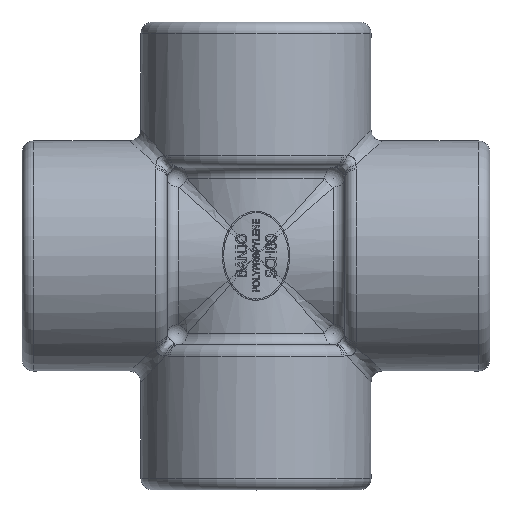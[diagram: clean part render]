
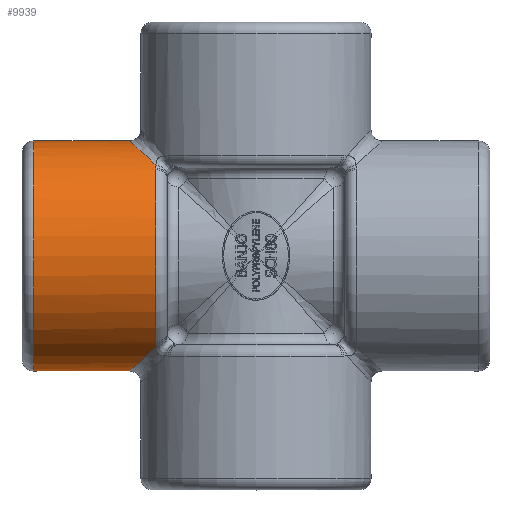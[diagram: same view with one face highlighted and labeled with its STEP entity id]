
A CAD part, top view. The second image highlights one B-rep face of the part: STEP entity #9939.
In plain terms, the highlighted cylindrical face has radius 22.987 mm (diameter 45.974 mm), a full revolution.
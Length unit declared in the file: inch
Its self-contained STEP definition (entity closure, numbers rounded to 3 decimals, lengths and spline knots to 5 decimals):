
#90=FACE_BOUND($,#2733,.T.);
#258=CIRCLE($,#10525,0.905);
#329=CIRCLE($,#10619,0.905);
#347=CIRCLE($,#10649,0.905);
#1626=CYLINDRICAL_SURFACE($,#10647,0.905);
#2133=FACE_OUTER_BOUND($,#2732,.T.);
#2732=EDGE_LOOP($,(#8770,#8771,#8772,#8773,#8774,#8775,#8776,#8777,#8778,
#8779,#8780,#8781));
#2733=EDGE_LOOP($,(#8782));
#2986=ELLIPSE($,#10625,1.34501,0.905);
#2987=ELLIPSE($,#10648,1.34501,0.905);
#3490=B_SPLINE_CURVE_WITH_KNOTS($,3,(#20770,#20771,#20772,#20773),
 .UNSPECIFIED.,.F.,.F.,(4,4),(-0.13719,-0.08614),
 .UNSPECIFIED.);
#3491=B_SPLINE_CURVE_WITH_KNOTS($,3,(#20803,#20804,#20805,#20806),
 .UNSPECIFIED.,.F.,.F.,(4,4),(0.08614,0.13719),
 .UNSPECIFIED.);
#3494=B_SPLINE_CURVE_WITH_KNOTS($,3,(#20838,#20839,#20840,#20841),
 .UNSPECIFIED.,.F.,.F.,(4,4),(0.,0.08159),.UNSPECIFIED.);
#3495=B_SPLINE_CURVE_WITH_KNOTS($,3,(#20865,#20866,#20867,#20868),
 .UNSPECIFIED.,.F.,.F.,(4,4),(-2.96085,-2.87926),
 .UNSPECIFIED.);
#3556=B_SPLINE_CURVE_WITH_KNOTS($,3,(#22293,#22294,#22295,#22296),
 .UNSPECIFIED.,.F.,.F.,(4,4),(-0.13719,-0.08614),
 .UNSPECIFIED.);
#3557=B_SPLINE_CURVE_WITH_KNOTS($,3,(#22326,#22327,#22328,#22329),
 .UNSPECIFIED.,.F.,.F.,(4,4),(0.08614,0.13719),
 .UNSPECIFIED.);
#3560=B_SPLINE_CURVE_WITH_KNOTS($,3,(#22361,#22362,#22363,#22364),
 .UNSPECIFIED.,.F.,.F.,(4,4),(0.,0.08159),
 .UNSPECIFIED.);
#3563=B_SPLINE_CURVE_WITH_KNOTS($,3,(#22468,#22469,#22470,#22471),
 .UNSPECIFIED.,.F.,.F.,(4,4),(-0.08159,0.),
 .UNSPECIFIED.);
#4418=VERTEX_POINT($,#20760);
#4421=VERTEX_POINT($,#20768);
#4423=VERTEX_POINT($,#20776);
#4425=VERTEX_POINT($,#20801);
#4426=VERTEX_POINT($,#20831);
#4429=VERTEX_POINT($,#20863);
#4512=VERTEX_POINT($,#22283);
#4515=VERTEX_POINT($,#22291);
#4517=VERTEX_POINT($,#22299);
#4519=VERTEX_POINT($,#22324);
#4520=VERTEX_POINT($,#22354);
#4523=VERTEX_POINT($,#22466);
#4532=VERTEX_POINT($,#22665);
#5817=EDGE_CURVE($,#4421,#4418,#3490,.T.);
#5819=EDGE_CURVE($,#4423,#4421,#258,.T.);
#5822=EDGE_CURVE($,#4425,#4423,#3491,.T.);
#5826=EDGE_CURVE($,#4418,#4426,#3494,.T.);
#5828=EDGE_CURVE($,#4429,#4425,#3495,.T.);
#5964=EDGE_CURVE($,#4515,#4512,#3556,.T.);
#5966=EDGE_CURVE($,#4517,#4515,#329,.T.);
#5969=EDGE_CURVE($,#4519,#4517,#3557,.T.);
#5973=EDGE_CURVE($,#4512,#4520,#3560,.T.);
#5977=EDGE_CURVE($,#4523,#4519,#3563,.T.);
#5984=EDGE_CURVE($,#4520,#4429,#2986,.T.);
#6002=EDGE_CURVE($,#4426,#4523,#2987,.T.);
#6003=EDGE_CURVE($,#4532,#4532,#347,.T.);
#8770=ORIENTED_EDGE($,*,*,#5828,.F.);
#8771=ORIENTED_EDGE($,*,*,#5984,.F.);
#8772=ORIENTED_EDGE($,*,*,#5973,.F.);
#8773=ORIENTED_EDGE($,*,*,#5964,.F.);
#8774=ORIENTED_EDGE($,*,*,#5966,.F.);
#8775=ORIENTED_EDGE($,*,*,#5969,.F.);
#8776=ORIENTED_EDGE($,*,*,#5977,.F.);
#8777=ORIENTED_EDGE($,*,*,#6002,.F.);
#8778=ORIENTED_EDGE($,*,*,#5826,.F.);
#8779=ORIENTED_EDGE($,*,*,#5817,.F.);
#8780=ORIENTED_EDGE($,*,*,#5819,.F.);
#8781=ORIENTED_EDGE($,*,*,#5822,.F.);
#8782=ORIENTED_EDGE($,*,*,#6003,.F.);
#9939=ADVANCED_FACE($,(#2133,#90),#1626,.T.);
#10525=AXIS2_PLACEMENT_3D($,#20778,#12235,#12236);
#10619=AXIS2_PLACEMENT_3D($,#22301,#12428,#12429);
#10625=AXIS2_PLACEMENT_3D($,#22630,#12440,#12441);
#10647=AXIS2_PLACEMENT_3D($,#22663,#12489,#12490);
#10648=AXIS2_PLACEMENT_3D($,#22664,#12491,#12492);
#10649=AXIS2_PLACEMENT_3D($,#22666,#12493,#12494);
#12235=DIRECTION('center_axis',(1.,0.,0.));
#12236=DIRECTION('ref_axis',(0.,0.,-1.));
#12428=DIRECTION('center_axis',(1.,0.,0.));
#12429=DIRECTION('ref_axis',(0.,0.,1.));
#12440=DIRECTION('center_axis',(0.673,-0.74,0.));
#12441=DIRECTION('ref_axis',(-0.74,-0.673,0.));
#12489=DIRECTION('center_axis',(1.,0.,0.));
#12490=DIRECTION('ref_axis',(0.,1.,0.));
#12491=DIRECTION('center_axis',(0.673,0.74,0.));
#12492=DIRECTION('ref_axis',(-0.74,0.673,0.));
#12493=DIRECTION('center_axis',(-1.,0.,0.));
#12494=DIRECTION('ref_axis',(0.,-1.,0.));
#20760=CARTESIAN_POINT('',(-0.78952,0.69195,-0.58329));
#20768=CARTESIAN_POINT('',(-0.79,0.67736,-0.60017));
#20770=CARTESIAN_POINT('Ctrl Pts',(-0.79,0.67736,-0.60017));
#20771=CARTESIAN_POINT('Ctrl Pts',(-0.79,0.6823,-0.5946));
#20772=CARTESIAN_POINT('Ctrl Pts',(-0.78984,0.68716,
-0.58897));
#20773=CARTESIAN_POINT('Ctrl Pts',(-0.78952,0.69195,
-0.58329));
#20776=CARTESIAN_POINT('',(-0.79,-0.67736,-0.60017));
#20778=CARTESIAN_POINT('Origin',(-0.79,0.,0.));
#20801=CARTESIAN_POINT('',(-0.78952,-0.69195,-0.58329));
#20803=CARTESIAN_POINT('Ctrl Pts',(-0.78952,-0.69195,
-0.58329));
#20804=CARTESIAN_POINT('Ctrl Pts',(-0.78984,-0.68716,
-0.58897));
#20805=CARTESIAN_POINT('Ctrl Pts',(-0.79,-0.6823,-0.5946));
#20806=CARTESIAN_POINT('Ctrl Pts',(-0.79,-0.67736,-0.60017));
#20831=CARTESIAN_POINT('',(-0.78519,0.71417,-0.55587));
#20838=CARTESIAN_POINT('Ctrl Pts',(-0.78952,0.69195,
-0.58329));
#20839=CARTESIAN_POINT('Ctrl Pts',(-0.78902,0.6996,
-0.57421));
#20840=CARTESIAN_POINT('Ctrl Pts',(-0.78756,0.70705,
-0.56502));
#20841=CARTESIAN_POINT('Ctrl Pts',(-0.78519,0.71417,
-0.55587));
#20863=CARTESIAN_POINT('',(-0.78519,-0.71417,-0.55587));
#20865=CARTESIAN_POINT('Ctrl Pts',(-0.78519,-0.71417,
-0.55587));
#20866=CARTESIAN_POINT('Ctrl Pts',(-0.78756,-0.70705,
-0.56502));
#20867=CARTESIAN_POINT('Ctrl Pts',(-0.78902,-0.6996,
-0.57421));
#20868=CARTESIAN_POINT('Ctrl Pts',(-0.78952,-0.69195,
-0.58329));
#22283=CARTESIAN_POINT('',(-0.78952,-0.69195,0.58329));
#22291=CARTESIAN_POINT('',(-0.79,-0.67736,0.60017));
#22293=CARTESIAN_POINT('Ctrl Pts',(-0.79,-0.67736,0.60017));
#22294=CARTESIAN_POINT('Ctrl Pts',(-0.79,-0.6823,0.5946));
#22295=CARTESIAN_POINT('Ctrl Pts',(-0.78984,-0.68716,
0.58897));
#22296=CARTESIAN_POINT('Ctrl Pts',(-0.78952,-0.69195,
0.58329));
#22299=CARTESIAN_POINT('',(-0.79,0.67736,0.60017));
#22301=CARTESIAN_POINT('Origin',(-0.79,0.,0.));
#22324=CARTESIAN_POINT('',(-0.78952,0.69195,0.58329));
#22326=CARTESIAN_POINT('Ctrl Pts',(-0.78952,0.69195,
0.58329));
#22327=CARTESIAN_POINT('Ctrl Pts',(-0.78984,0.68716,
0.58897));
#22328=CARTESIAN_POINT('Ctrl Pts',(-0.79,0.6823,0.5946));
#22329=CARTESIAN_POINT('Ctrl Pts',(-0.79,0.67736,0.60017));
#22354=CARTESIAN_POINT('',(-0.78519,-0.71417,0.55587));
#22361=CARTESIAN_POINT('Ctrl Pts',(-0.78952,-0.69195,
0.58329));
#22362=CARTESIAN_POINT('Ctrl Pts',(-0.78902,-0.6996,
0.57421));
#22363=CARTESIAN_POINT('Ctrl Pts',(-0.78756,-0.70705,
0.56502));
#22364=CARTESIAN_POINT('Ctrl Pts',(-0.78519,-0.71417,
0.55587));
#22466=CARTESIAN_POINT('',(-0.78519,0.71417,0.55587));
#22468=CARTESIAN_POINT('Ctrl Pts',(-0.78519,0.71417,
0.55587));
#22469=CARTESIAN_POINT('Ctrl Pts',(-0.78756,0.70705,
0.56502));
#22470=CARTESIAN_POINT('Ctrl Pts',(-0.78902,0.6996,
0.57421));
#22471=CARTESIAN_POINT('Ctrl Pts',(-0.78952,0.69195,
0.58329));
#22630=CARTESIAN_POINT('Origin',(0.,0.,0.));
#22663=CARTESIAN_POINT('Origin',(-1.27,0.,0.));
#22664=CARTESIAN_POINT('Origin',(0.,0.,0.));
#22665=CARTESIAN_POINT('',(-1.75,0.905,0.));
#22666=CARTESIAN_POINT('Origin',(-1.75,0.,0.));
